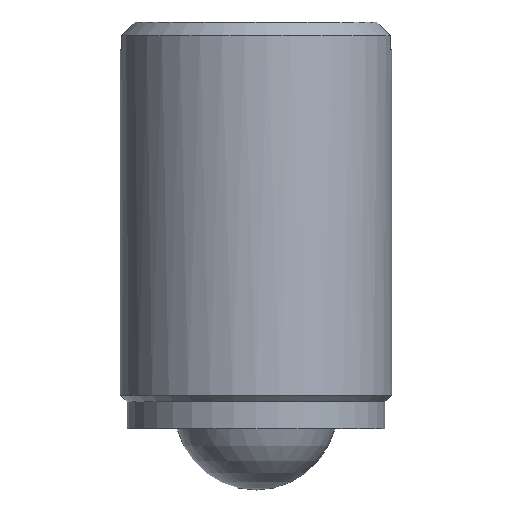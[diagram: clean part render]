
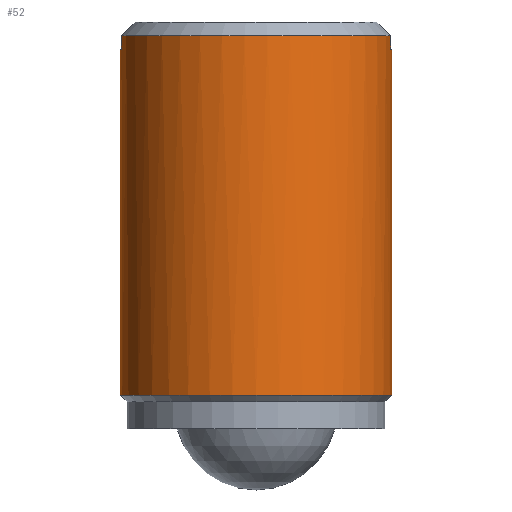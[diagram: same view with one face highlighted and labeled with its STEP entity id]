
A CAD part, left-side view. The second image highlights one B-rep face of the part: STEP entity #52.
In plain terms, the highlighted cylindrical face has radius 10 mm (diameter 20 mm), a full revolution.
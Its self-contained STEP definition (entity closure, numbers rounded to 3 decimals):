
#52 = ADVANCED_FACE( '', ( #103, #104 ), #105, .T. );
#103 = FACE_OUTER_BOUND( '', #150, .T. );
#104 = FACE_OUTER_BOUND( '', #151, .T. );
#105 = CYLINDRICAL_SURFACE( '', #152, 10. );
#150 = EDGE_LOOP( '', ( #225 ) );
#151 = EDGE_LOOP( '', ( #226, #227, #228, #229, #230, #231, #232, #233 ) );
#152 = AXIS2_PLACEMENT_3D( '', #234, #235, #236 );
#225 = ORIENTED_EDGE( '', *, *, #284, .T. );
#226 = ORIENTED_EDGE( '', *, *, #271, .T. );
#227 = ORIENTED_EDGE( '', *, *, #276, .T. );
#228 = ORIENTED_EDGE( '', *, *, #273, .T. );
#229 = ORIENTED_EDGE( '', *, *, #285, .T. );
#230 = ORIENTED_EDGE( '', *, *, #262, .T. );
#231 = ORIENTED_EDGE( '', *, *, #267, .T. );
#232 = ORIENTED_EDGE( '', *, *, #264, .T. );
#233 = ORIENTED_EDGE( '', *, *, #286, .T. );
#234 = CARTESIAN_POINT( '', ( 0., 0., 57.15 ) );
#235 = DIRECTION( '', ( 0., 0., -1. ) );
#236 = DIRECTION( '', ( 1., 0., 0. ) );
#262 = EDGE_CURVE( '', #301, #299, #302, .T. );
#264 = EDGE_CURVE( '', #305, #303, #306, .F. );
#267 = EDGE_CURVE( '', #299, #305, #309, .F. );
#271 = EDGE_CURVE( '', #314, #312, #315, .T. );
#273 = EDGE_CURVE( '', #318, #316, #319, .F. );
#276 = EDGE_CURVE( '', #312, #318, #322, .F. );
#284 = EDGE_CURVE( '', #333, #333, #334, .T. );
#285 = EDGE_CURVE( '', #316, #301, #335, .F. );
#286 = EDGE_CURVE( '', #303, #314, #336, .F. );
#299 = VERTEX_POINT( '', #351 );
#301 = VERTEX_POINT( '', #356 );
#302 = LINE( '', #357, #358 );
#303 = VERTEX_POINT( '', #359 );
#305 = VERTEX_POINT( '', #362 );
#306 = LINE( '', #363, #364 );
#309 = CIRCLE( '', #370, 10. );
#312 = VERTEX_POINT( '', #373 );
#314 = VERTEX_POINT( '', #378 );
#315 = LINE( '', #379, #380 );
#316 = VERTEX_POINT( '', #381 );
#318 = VERTEX_POINT( '', #384 );
#319 = LINE( '', #385, #386 );
#322 = CIRCLE( '', #392, 10. );
#333 = VERTEX_POINT( '', #403 );
#334 = CIRCLE( '', #404, 10. );
#335 = CIRCLE( '', #405, 10. );
#336 = CIRCLE( '', #406, 10. );
#351 = CARTESIAN_POINT( '', ( 1.25, 9.922, 33.5 ) );
#356 = CARTESIAN_POINT( '', ( 1.25, 9.922, 32.5 ) );
#357 = CARTESIAN_POINT( '', ( 1.25, 9.922, 57.15 ) );
#358 = VECTOR( '', #415, 1000. );
#359 = CARTESIAN_POINT( '', ( 1.25, -9.922, 32.5 ) );
#362 = CARTESIAN_POINT( '', ( 1.25, -9.922, 33.5 ) );
#363 = CARTESIAN_POINT( '', ( 1.25, -9.922, 57.15 ) );
#364 = VECTOR( '', #417, 1000. );
#370 = AXIS2_PLACEMENT_3D( '', #418, #419, #420 );
#373 = CARTESIAN_POINT( '', ( -1.25, -9.922, 33.5 ) );
#378 = CARTESIAN_POINT( '', ( -1.25, -9.922, 32.5 ) );
#379 = CARTESIAN_POINT( '', ( -1.25, -9.922, 57.15 ) );
#380 = VECTOR( '', #424, 1000. );
#381 = CARTESIAN_POINT( '', ( -1.25, 9.922, 32.5 ) );
#384 = CARTESIAN_POINT( '', ( -1.25, 9.922, 33.5 ) );
#385 = CARTESIAN_POINT( '', ( -1.25, 9.922, 57.15 ) );
#386 = VECTOR( '', #426, 1000. );
#392 = AXIS2_PLACEMENT_3D( '', #427, #428, #429 );
#403 = CARTESIAN_POINT( '', ( 10., 0., 7. ) );
#404 = AXIS2_PLACEMENT_3D( '', #439, #440, #441 );
#405 = AXIS2_PLACEMENT_3D( '', #442, #443, #444 );
#406 = AXIS2_PLACEMENT_3D( '', #445, #446, #447 );
#415 = DIRECTION( '', ( 0., 0., 1. ) );
#417 = DIRECTION( '', ( 0., 0., 1. ) );
#418 = CARTESIAN_POINT( '', ( 0., 0., 33.5 ) );
#419 = DIRECTION( '', ( 0., 0., 1. ) );
#420 = DIRECTION( '', ( 1., 0., 0. ) );
#424 = DIRECTION( '', ( 0., 0., 1. ) );
#426 = DIRECTION( '', ( 0., 0., 1. ) );
#427 = CARTESIAN_POINT( '', ( 0., 0., 33.5 ) );
#428 = DIRECTION( '', ( 0., 0., 1. ) );
#429 = DIRECTION( '', ( 1., 0., 0. ) );
#439 = CARTESIAN_POINT( '', ( 0., 0., 7. ) );
#440 = DIRECTION( '', ( 0., 0., 1. ) );
#441 = DIRECTION( '', ( 1., 0., 0. ) );
#442 = CARTESIAN_POINT( '', ( 0., 0., 32.5 ) );
#443 = DIRECTION( '', ( 0., 0., 1. ) );
#444 = DIRECTION( '', ( 1., 0., 0. ) );
#445 = CARTESIAN_POINT( '', ( 0., 0., 32.5 ) );
#446 = DIRECTION( '', ( 0., 0., 1. ) );
#447 = DIRECTION( '', ( 1., 0., 0. ) );
